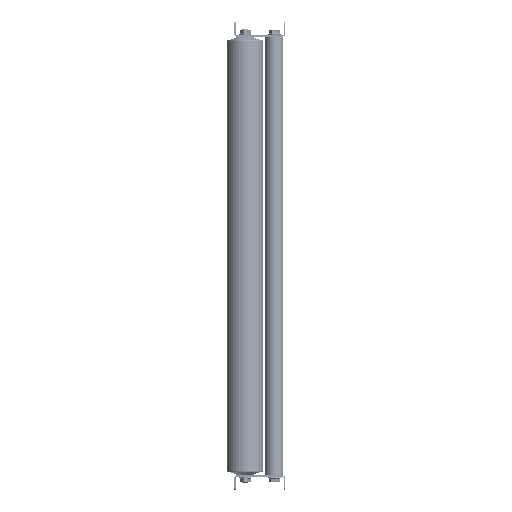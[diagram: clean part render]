
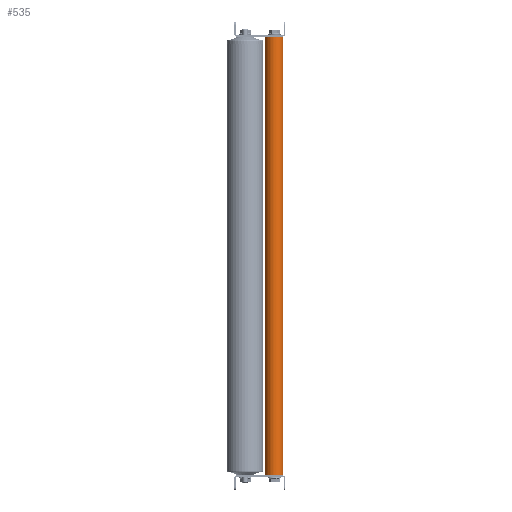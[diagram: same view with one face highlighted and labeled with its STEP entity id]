
A CAD part, left-side view. The second image highlights one B-rep face of the part: STEP entity #535.
In plain terms, the highlighted cylindrical face has radius 12.5 mm (diameter 25 mm), a partial arc.
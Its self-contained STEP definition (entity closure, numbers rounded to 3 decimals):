
#189 = AXIS2_PLACEMENT_3D ( 'NONE', #51724, #21508, #42221 ) ;
#535 = ADVANCED_FACE ( 'NONE', ( #21610 ), #41332, .T. ) ;
#2856 = ORIENTED_EDGE ( 'NONE', *, *, #48353, .T. ) ;
#9257 = ORIENTED_EDGE ( 'NONE', *, *, #29456, .T. ) ;
#11325 = ORIENTED_EDGE ( 'NONE', *, *, #56906, .F. ) ;
#12128 = VERTEX_POINT ( 'NONE', #27496 ) ;
#14628 = CARTESIAN_POINT ( 'NONE',  ( 600., 0., 12.5 ) ) ;
#16399 = CARTESIAN_POINT ( 'NONE',  ( 600., 0., 0. ) ) ;
#18491 = CARTESIAN_POINT ( 'NONE',  ( 600., 0., -12.5 ) ) ;
#21508 = DIRECTION ( 'NONE',  ( -1., 0., 0. ) ) ;
#21578 = VERTEX_POINT ( 'NONE', #60747 ) ;
#21610 = FACE_OUTER_BOUND ( 'NONE', #62639, .T. ) ;
#22035 = VECTOR ( 'NONE', #24081, 1000. ) ;
#22285 = DIRECTION ( 'NONE',  ( 0., 0., 1. ) ) ;
#24081 = DIRECTION ( 'NONE',  ( -1., 0., 0. ) ) ;
#27496 = CARTESIAN_POINT ( 'NONE',  ( 599., 0., -12.5 ) ) ;
#28484 = CIRCLE ( 'NONE', #33735, 12.5 ) ;
#29456 = EDGE_CURVE ( 'NONE', #40041, #34648, #28484, .T. ) ;
#29481 = CARTESIAN_POINT ( 'NONE',  ( 1., 0., 0. ) ) ;
#29733 = EDGE_CURVE ( 'NONE', #21578, #12128, #49505, .T. ) ;
#33735 = AXIS2_PLACEMENT_3D ( 'NONE', #29481, #47285, #57420 ) ;
#34648 = VERTEX_POINT ( 'NONE', #64323 ) ;
#39483 = LINE ( 'NONE', #18491, #22035 ) ;
#39780 = VECTOR ( 'NONE', #59220, 1000. ) ;
#40041 = VERTEX_POINT ( 'NONE', #43850 ) ;
#41332 = CYLINDRICAL_SURFACE ( 'NONE', #55772, 12.5 ) ;
#42221 = DIRECTION ( 'NONE',  ( 0., 0., -1. ) ) ;
#43850 = CARTESIAN_POINT ( 'NONE',  ( 1., 0., -12.5 ) ) ;
#47285 = DIRECTION ( 'NONE',  ( 1., 0., 0. ) ) ;
#47573 = DIRECTION ( 'NONE',  ( -1., 0., 0. ) ) ;
#48353 = EDGE_CURVE ( 'NONE', #12128, #40041, #39483, .T. ) ;
#49505 = CIRCLE ( 'NONE', #189, 12.5 ) ;
#50044 = LINE ( 'NONE', #14628, #39780 ) ;
#51724 = CARTESIAN_POINT ( 'NONE',  ( 599., 0., 0. ) ) ;
#55772 = AXIS2_PLACEMENT_3D ( 'NONE', #16399, #47573, #22285 ) ;
#56880 = ORIENTED_EDGE ( 'NONE', *, *, #29733, .T. ) ;
#56906 = EDGE_CURVE ( 'NONE', #21578, #34648, #50044, .T. ) ;
#57420 = DIRECTION ( 'NONE',  ( 0., 0., -1. ) ) ;
#59220 = DIRECTION ( 'NONE',  ( -1., 0., 0. ) ) ;
#60747 = CARTESIAN_POINT ( 'NONE',  ( 599., 0., 12.5 ) ) ;
#62639 = EDGE_LOOP ( 'NONE', ( #56880, #2856, #9257, #11325 ) ) ;
#64323 = CARTESIAN_POINT ( 'NONE',  ( 1., 0., 12.5 ) ) ;
